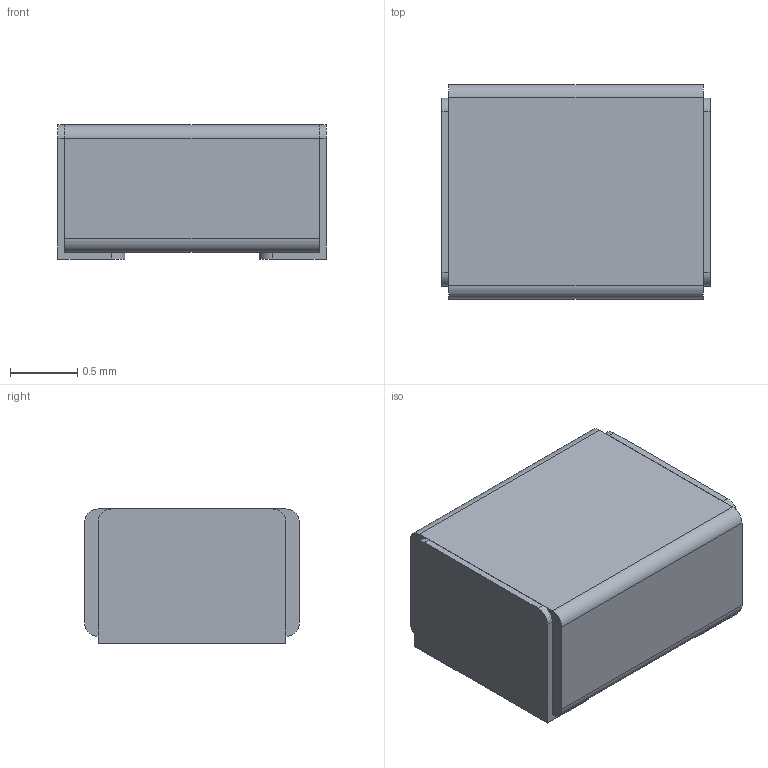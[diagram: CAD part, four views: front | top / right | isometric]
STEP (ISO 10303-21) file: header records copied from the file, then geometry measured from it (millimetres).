
FILE_DESCRIPTION (( 'STEP AP214' ), '1' );
FILE_NAME ('IndSRP2010.STEP', '2021-03-08T18:40:40', ( '' ), ( '' ), 'SwSTEP 2.0', 'SolidWorks 2021', '' );
FILE_SCHEMA (( 'AUTOMOTIVE_DESIGN' ));
Length unit declared in the file: millimetre
Products named in the file (1): IndSRP2010
Bounding box: 2 x 1.6 x 1 mm (x, y, z)
Volume: 3.1 mm3; surface area: 21 mm2
Topology: 3 solids, 3 shells, 34 faces, 84 edges, 56 vertices
Faces by surface type: plane 22, cylinder 12
Entity records: 1196 total; most frequent: DIRECTION 178, CARTESIAN_POINT 175, ORIENTED_EDGE 168, EDGE_CURVE 84, LINE 60, VECTOR 60, AXIS2_PLACEMENT_3D 59, VERTEX_POINT 56
